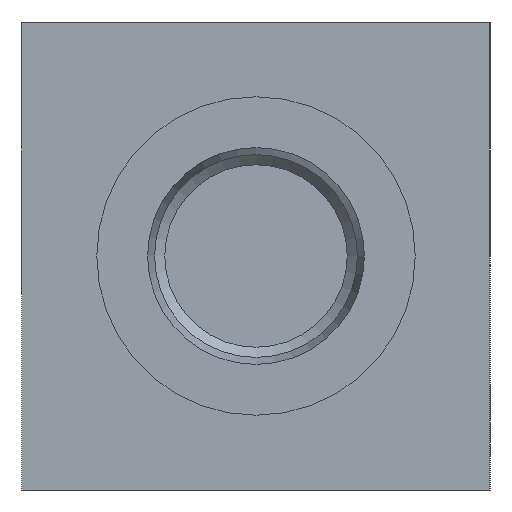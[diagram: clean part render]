
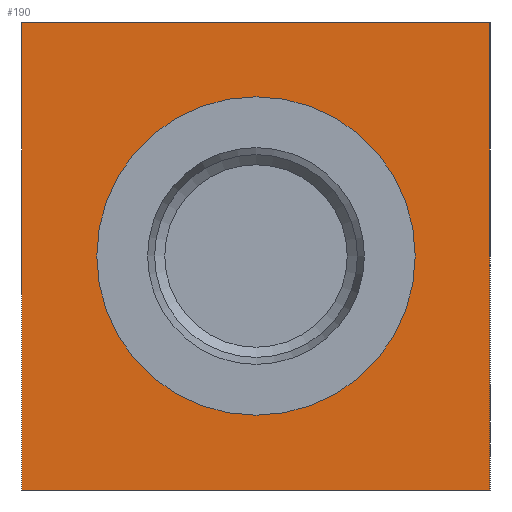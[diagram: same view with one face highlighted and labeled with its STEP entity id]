
A CAD part, left-side view. The second image highlights one B-rep face of the part: STEP entity #190.
In plain terms, the highlighted planar face has unit normal (-1, 0, 0).
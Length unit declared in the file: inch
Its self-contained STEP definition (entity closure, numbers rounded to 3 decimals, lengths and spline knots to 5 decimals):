
#190 = ADVANCED_FACE( '', ( #529, #530 ), #531, .F. );
#529 = FACE_BOUND( '', #1070, .T. );
#530 = FACE_OUTER_BOUND( '', #1071, .T. );
#531 = PLANE( '', #1072 );
#1070 = EDGE_LOOP( '', ( #1631 ) );
#1071 = EDGE_LOOP( '', ( #1632, #1633, #1634, #1635 ) );
#1072 = AXIS2_PLACEMENT_3D( '', #1636, #1637, #1638 );
#1631 = ORIENTED_EDGE( '', *, *, #2979, .T. );
#1632 = ORIENTED_EDGE( '', *, *, #2980, .F. );
#1633 = ORIENTED_EDGE( '', *, *, #2981, .F. );
#1634 = ORIENTED_EDGE( '', *, *, #2982, .F. );
#1635 = ORIENTED_EDGE( '', *, *, #2983, .F. );
#1636 = CARTESIAN_POINT( '', ( 0., 0., 0. ) );
#1637 = DIRECTION( '', ( 1., 0., 0. ) );
#1638 = DIRECTION( '', ( 0., 0., -1. ) );
#2979 = EDGE_CURVE( '', #3525, #3525, #3526, .T. );
#2980 = EDGE_CURVE( '', #3527, #3528, #3529, .T. );
#2981 = EDGE_CURVE( '', #3530, #3527, #3531, .T. );
#2982 = EDGE_CURVE( '', #3532, #3530, #3533, .T. );
#2983 = EDGE_CURVE( '', #3528, #3532, #3534, .T. );
#3525 = VERTEX_POINT( '', #4317 );
#3526 = CIRCLE( '', #4318, 0.5955 );
#3527 = VERTEX_POINT( '', #4319 );
#3528 = VERTEX_POINT( '', #4320 );
#3529 = LINE( '', #4321, #4322 );
#3530 = VERTEX_POINT( '', #4323 );
#3531 = LINE( '', #4324, #4325 );
#3532 = VERTEX_POINT( '', #4326 );
#3533 = LINE( '', #4327, #4328 );
#3534 = LINE( '', #4329, #4330 );
#4317 = CARTESIAN_POINT( '', ( 0., 0.875, 0.2795 ) );
#4318 = AXIS2_PLACEMENT_3D( '', #5316, #5317, #5318 );
#4319 = CARTESIAN_POINT( '', ( 0., 1.75, 0. ) );
#4320 = CARTESIAN_POINT( '', ( 0., 1.75, 1.75 ) );
#4321 = CARTESIAN_POINT( '', ( 0., 1.75, 0. ) );
#4322 = VECTOR( '', #5319, 39.37008 );
#4323 = CARTESIAN_POINT( '', ( 0., 0., 0. ) );
#4324 = CARTESIAN_POINT( '', ( 0., 0., 0. ) );
#4325 = VECTOR( '', #5320, 39.37008 );
#4326 = CARTESIAN_POINT( '', ( 0., 0., 1.75 ) );
#4327 = CARTESIAN_POINT( '', ( 0., 0., 1.75 ) );
#4328 = VECTOR( '', #5321, 39.37008 );
#4329 = CARTESIAN_POINT( '', ( 0., 1.75, 1.75 ) );
#4330 = VECTOR( '', #5322, 39.37008 );
#5316 = CARTESIAN_POINT( '', ( 0., 0.875, 0.875 ) );
#5317 = DIRECTION( '', ( 1., 0., 0. ) );
#5318 = DIRECTION( '', ( 0., 0., -1. ) );
#5319 = DIRECTION( '', ( 0., 0., 1. ) );
#5320 = DIRECTION( '', ( 0., 1., 0. ) );
#5321 = DIRECTION( '', ( 0., 0., -1. ) );
#5322 = DIRECTION( '', ( 0., -1., 0. ) );
